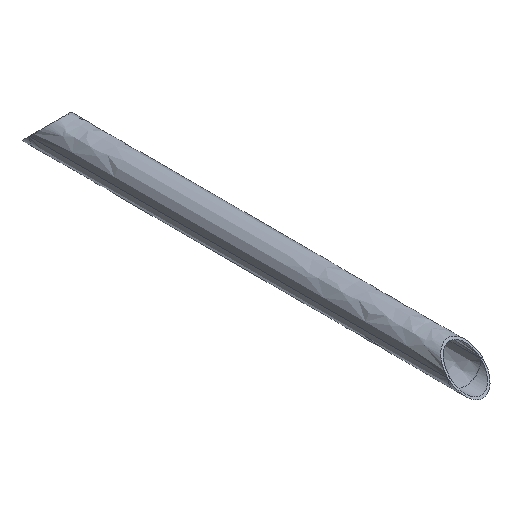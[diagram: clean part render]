
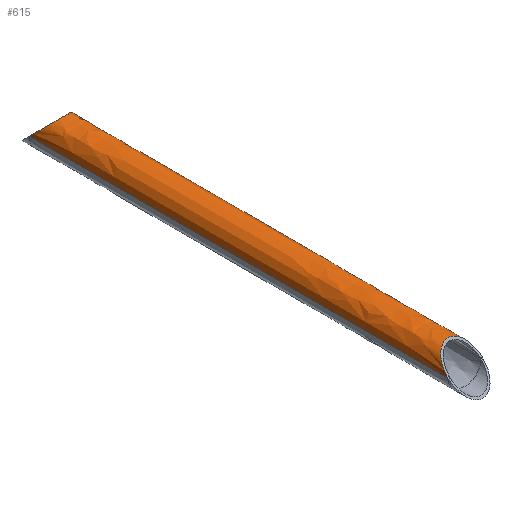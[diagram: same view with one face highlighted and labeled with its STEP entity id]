
A CAD part, isometric view. The second image highlights one B-rep face of the part: STEP entity #615.
In plain terms, the highlighted free-form (B-spline) face has degree [5, 4] with [6, 5] control points.
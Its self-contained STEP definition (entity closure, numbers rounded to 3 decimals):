
#84=CARTESIAN_POINT('Control Point',(15.,-180.,-3.597)) ;
#85=CARTESIAN_POINT('Control Point',(15.,-108.,-3.597)) ;
#86=CARTESIAN_POINT('Control Point',(15.,-36.,-3.597)) ;
#87=CARTESIAN_POINT('Control Point',(15.,36.,-3.597)) ;
#88=CARTESIAN_POINT('Control Point',(15.,108.,-3.597)) ;
#89=CARTESIAN_POINT('Control Point',(15.,180.,-3.597)) ;
#90=CARTESIAN_POINT('Vertex',(15.,-180.,-3.597)) ;
#92=CARTESIAN_POINT('Vertex',(15.,180.,-3.597)) ;
#101=CARTESIAN_POINT('Vertex',(-15.,-180.,-3.597)) ;
#105=CARTESIAN_POINT('Control Point',(-15.,-180.,-3.597)) ;
#106=CARTESIAN_POINT('Control Point',(-15.,-108.,-3.597)) ;
#107=CARTESIAN_POINT('Control Point',(-15.,-36.,-3.597)) ;
#108=CARTESIAN_POINT('Control Point',(-15.,36.,-3.597)) ;
#109=CARTESIAN_POINT('Control Point',(-15.,108.,-3.597)) ;
#110=CARTESIAN_POINT('Control Point',(-15.,180.,-3.597)) ;
#111=CARTESIAN_POINT('Vertex',(-15.,180.,-3.597)) ;
#173=CARTESIAN_POINT('Control Point',(-15.,-180.,-3.597)) ;
#174=CARTESIAN_POINT('Control Point',(-15.,-179.004,-2.601)) ;
#175=CARTESIAN_POINT('Control Point',(-14.917,-178.002,-1.599)) ;
#176=CARTESIAN_POINT('Control Point',(-14.75,-177.001,-0.598)) ;
#177=CARTESIAN_POINT('Control Point',(-14.262,-175.09,1.313)) ;
#178=CARTESIAN_POINT('Control Point',(-13.436,-173.224,3.179)) ;
#179=CARTESIAN_POINT('Control Point',(-12.959,-172.346,4.057)) ;
#180=CARTESIAN_POINT('Control Point',(-11.82,-170.612,5.791)) ;
#181=CARTESIAN_POINT('Control Point',(-10.305,-169.013,7.39)) ;
#182=CARTESIAN_POINT('Control Point',(-9.435,-168.249,8.154)) ;
#183=CARTESIAN_POINT('Control Point',(-7.826,-167.097,9.306)) ;
#184=CARTESIAN_POINT('Control Point',(-5.93,-166.185,10.218)) ;
#185=CARTESIAN_POINT('Control Point',(-5.145,-165.871,10.532)) ;
#186=CARTESIAN_POINT('Control Point',(-3.595,-165.379,11.024)) ;
#187=CARTESIAN_POINT('Control Point',(-1.941,-165.095,11.308)) ;
#188=CARTESIAN_POINT('Control Point',(-1.151,-165.012,11.391)) ;
#189=CARTESIAN_POINT('Control Point',(0.23,-164.962,11.441)) ;
#190=CARTESIAN_POINT('Control Point',(1.602,-165.069,11.334)) ;
#191=CARTESIAN_POINT('Control Point',(2.176,-165.142,11.261)) ;
#192=CARTESIAN_POINT('Control Point',(3.33,-165.346,11.057)) ;
#193=CARTESIAN_POINT('Control Point',(4.435,-165.653,10.75)) ;
#194=CARTESIAN_POINT('Control Point',(4.983,-165.835,10.568)) ;
#195=CARTESIAN_POINT('Control Point',(6.415,-166.386,10.017)) ;
#196=CARTESIAN_POINT('Control Point',(7.71,-167.084,9.319)) ;
#197=CARTESIAN_POINT('Control Point',(8.466,-167.571,8.832)) ;
#198=CARTESIAN_POINT('Control Point',(10.011,-168.73,7.673)) ;
#199=CARTESIAN_POINT('Control Point',(11.279,-170.038,6.365)) ;
#200=CARTESIAN_POINT('Control Point',(11.895,-170.788,5.615)) ;
#201=CARTESIAN_POINT('Control Point',(13.087,-172.494,3.909)) ;
#202=CARTESIAN_POINT('Control Point',(13.932,-174.289,2.114)) ;
#203=CARTESIAN_POINT('Control Point',(14.297,-175.285,1.118)) ;
#204=CARTESIAN_POINT('Control Point',(14.716,-176.828,-0.425)) ;
#205=CARTESIAN_POINT('Control Point',(14.927,-178.381,-1.978)) ;
#206=CARTESIAN_POINT('Control Point',(14.976,-178.921,-2.518)) ;
#207=CARTESIAN_POINT('Control Point',(15.,-179.461,-3.058)) ;
#208=CARTESIAN_POINT('Control Point',(15.,-180.,-3.597)) ;
#449=CARTESIAN_POINT('Control Point',(-15.,180.,-3.597)) ;
#450=CARTESIAN_POINT('Control Point',(-15.,179.004,-2.601)) ;
#451=CARTESIAN_POINT('Control Point',(-14.917,178.002,-1.599)) ;
#452=CARTESIAN_POINT('Control Point',(-14.75,177.001,-0.598)) ;
#453=CARTESIAN_POINT('Control Point',(-14.262,175.09,1.313)) ;
#454=CARTESIAN_POINT('Control Point',(-13.436,173.224,3.179)) ;
#455=CARTESIAN_POINT('Control Point',(-12.959,172.346,4.057)) ;
#456=CARTESIAN_POINT('Control Point',(-11.82,170.612,5.791)) ;
#457=CARTESIAN_POINT('Control Point',(-10.305,169.013,7.39)) ;
#458=CARTESIAN_POINT('Control Point',(-9.435,168.249,8.154)) ;
#459=CARTESIAN_POINT('Control Point',(-7.826,167.097,9.306)) ;
#460=CARTESIAN_POINT('Control Point',(-5.93,166.185,10.218)) ;
#461=CARTESIAN_POINT('Control Point',(-5.145,165.871,10.532)) ;
#462=CARTESIAN_POINT('Control Point',(-3.595,165.379,11.024)) ;
#463=CARTESIAN_POINT('Control Point',(-1.941,165.095,11.308)) ;
#464=CARTESIAN_POINT('Control Point',(-1.151,165.012,11.391)) ;
#465=CARTESIAN_POINT('Control Point',(0.23,164.962,11.441)) ;
#466=CARTESIAN_POINT('Control Point',(1.602,165.069,11.334)) ;
#467=CARTESIAN_POINT('Control Point',(2.176,165.142,11.261)) ;
#468=CARTESIAN_POINT('Control Point',(3.33,165.346,11.057)) ;
#469=CARTESIAN_POINT('Control Point',(4.435,165.653,10.75)) ;
#470=CARTESIAN_POINT('Control Point',(4.983,165.835,10.568)) ;
#471=CARTESIAN_POINT('Control Point',(6.415,166.386,10.017)) ;
#472=CARTESIAN_POINT('Control Point',(7.71,167.084,9.319)) ;
#473=CARTESIAN_POINT('Control Point',(8.466,167.571,8.832)) ;
#474=CARTESIAN_POINT('Control Point',(10.011,168.73,7.673)) ;
#475=CARTESIAN_POINT('Control Point',(11.279,170.038,6.365)) ;
#476=CARTESIAN_POINT('Control Point',(11.895,170.788,5.615)) ;
#477=CARTESIAN_POINT('Control Point',(13.087,172.494,3.909)) ;
#478=CARTESIAN_POINT('Control Point',(13.932,174.289,2.114)) ;
#479=CARTESIAN_POINT('Control Point',(14.297,175.285,1.118)) ;
#480=CARTESIAN_POINT('Control Point',(14.716,176.828,-0.425)) ;
#481=CARTESIAN_POINT('Control Point',(14.927,178.381,-1.978)) ;
#482=CARTESIAN_POINT('Control Point',(14.976,178.921,-2.518)) ;
#483=CARTESIAN_POINT('Control Point',(15.,179.461,-3.058)) ;
#484=CARTESIAN_POINT('Control Point',(15.,180.,-3.597)) ;
#579=CARTESIAN_POINT('Control Point',(-15.,-180.,-3.597)) ;
#580=CARTESIAN_POINT('Control Point',(-15.,-180.,11.403)) ;
#581=CARTESIAN_POINT('Control Point',(0.,-180.,18.903)) ;
#582=CARTESIAN_POINT('Control Point',(15.,-180.,11.403)) ;
#583=CARTESIAN_POINT('Control Point',(15.,-180.,-3.597)) ;
#584=CARTESIAN_POINT('Control Point',(-15.,-108.,-3.597)) ;
#585=CARTESIAN_POINT('Control Point',(-15.,-108.,11.403)) ;
#586=CARTESIAN_POINT('Control Point',(0.,-108.,18.903)) ;
#587=CARTESIAN_POINT('Control Point',(15.,-108.,11.403)) ;
#588=CARTESIAN_POINT('Control Point',(15.,-108.,-3.597)) ;
#589=CARTESIAN_POINT('Control Point',(-15.,-36.,-3.597)) ;
#590=CARTESIAN_POINT('Control Point',(-15.,-36.,11.403)) ;
#591=CARTESIAN_POINT('Control Point',(0.,-36.,18.903)) ;
#592=CARTESIAN_POINT('Control Point',(15.,-36.,11.403)) ;
#593=CARTESIAN_POINT('Control Point',(15.,-36.,-3.597)) ;
#594=CARTESIAN_POINT('Control Point',(-15.,36.,-3.597)) ;
#595=CARTESIAN_POINT('Control Point',(-15.,36.,11.403)) ;
#596=CARTESIAN_POINT('Control Point',(0.,36.,18.903)) ;
#597=CARTESIAN_POINT('Control Point',(15.,36.,11.403)) ;
#598=CARTESIAN_POINT('Control Point',(15.,36.,-3.597)) ;
#599=CARTESIAN_POINT('Control Point',(-15.,108.,-3.597)) ;
#600=CARTESIAN_POINT('Control Point',(-15.,108.,11.403)) ;
#601=CARTESIAN_POINT('Control Point',(0.,108.,18.903)) ;
#602=CARTESIAN_POINT('Control Point',(15.,108.,11.403)) ;
#603=CARTESIAN_POINT('Control Point',(15.,108.,-3.597)) ;
#604=CARTESIAN_POINT('Control Point',(-15.,180.,-3.597)) ;
#605=CARTESIAN_POINT('Control Point',(-15.,180.,11.403)) ;
#606=CARTESIAN_POINT('Control Point',(0.,180.,18.903)) ;
#607=CARTESIAN_POINT('Control Point',(15.,180.,11.403)) ;
#608=CARTESIAN_POINT('Control Point',(15.,180.,-3.597)) ;
#610=ORIENTED_EDGE('',*,*,#485,.F.) ;
#611=ORIENTED_EDGE('',*,*,#113,.F.) ;
#612=ORIENTED_EDGE('',*,*,#209,.T.) ;
#613=ORIENTED_EDGE('',*,*,#94,.T.) ;
#615=ADVANCED_FACE('Corps principal',(#614),#578,.F.) ;
#172=B_SPLINE_CURVE_WITH_KNOTS('',5,(#173,#174,#175,#176,#177,#178,#179,#180,#181,#182,#183,#184,#185,#186,#187,#188,#189,#190,#191,#192,#193,#194,#195,#196,#197,#198,#199,#200,#201,#202,#203,#204,#205,#206,#207,#208),.UNSPECIFIED.,.F.,.U.,(6,3,3,3,3,3,3,3,3,3,3,6),(0.,10.251,19.682,29.358,35.582,41.058,45.068,49.251,56.353,64.987,75.363,80.904),.UNSPECIFIED.) ;
#448=B_SPLINE_CURVE_WITH_KNOTS('',5,(#449,#450,#451,#452,#453,#454,#455,#456,#457,#458,#459,#460,#461,#462,#463,#464,#465,#466,#467,#468,#469,#470,#471,#472,#473,#474,#475,#476,#477,#478,#479,#480,#481,#482,#483,#484),.UNSPECIFIED.,.F.,.U.,(6,3,3,3,3,3,3,3,3,3,3,6),(0.,10.251,19.682,29.358,35.582,41.058,45.068,49.251,56.353,64.987,75.363,80.904),.UNSPECIFIED.) ;
#94=EDGE_CURVE('',#91,#93,#83,.T.) ;
#113=EDGE_CURVE('',#102,#112,#104,.T.) ;
#209=EDGE_CURVE('',#102,#91,#172,.T.) ;
#485=EDGE_CURVE('',#112,#93,#448,.T.) ;
#609=EDGE_LOOP('',(#610,#611,#612,#613)) ;
#614=FACE_OUTER_BOUND('',#609,.T.) ;
#91=VERTEX_POINT('',#90) ;
#93=VERTEX_POINT('',#92) ;
#102=VERTEX_POINT('',#101) ;
#112=VERTEX_POINT('',#111) ;
#83=(BOUNDED_CURVE()B_SPLINE_CURVE(5,(#84,#85,#86,#87,#88,#89),.UNSPECIFIED.,.F.,.U.)B_SPLINE_CURVE_WITH_KNOTS((6,6),(0.,360.),.UNSPECIFIED.)CURVE()GEOMETRIC_REPRESENTATION_ITEM()RATIONAL_B_SPLINE_CURVE((1.,1.,1.,1.,1.,1.))REPRESENTATION_ITEM('')) ;
#104=(BOUNDED_CURVE()B_SPLINE_CURVE(5,(#105,#106,#107,#108,#109,#110),.UNSPECIFIED.,.F.,.U.)B_SPLINE_CURVE_WITH_KNOTS((6,6),(0.,360.),.UNSPECIFIED.)CURVE()GEOMETRIC_REPRESENTATION_ITEM()RATIONAL_B_SPLINE_CURVE((1.,1.,1.,1.,1.,1.))REPRESENTATION_ITEM('')) ;
#578=(BOUNDED_SURFACE()B_SPLINE_SURFACE(5,4,((#579,#580,#581,#582,#583),(#584,#585,#586,#587,#588),(#589,#590,#591,#592,#593),(#594,#595,#596,#597,#598),(#599,#600,#601,#602,#603),(#604,#605,#606,#607,#608)),.UNSPECIFIED.,.F.,.F.,.U.)B_SPLINE_SURFACE_WITH_KNOTS((6,6),(5,5),(0.,360.),(47.124,94.248),.UNSPECIFIED.)GEOMETRIC_REPRESENTATION_ITEM()RATIONAL_B_SPLINE_SURFACE(((1.,0.707,0.667,0.707,1.),(1.,0.707,0.667,0.707,1.),(1.,0.707,0.667,0.707,1.),(1.,0.707,0.667,0.707,1.),(1.,0.707,0.667,0.707,1.),(1.,0.707,0.667,0.707,1.)))REPRESENTATION_ITEM('Rational BSpline Surface')SURFACE()) ;
